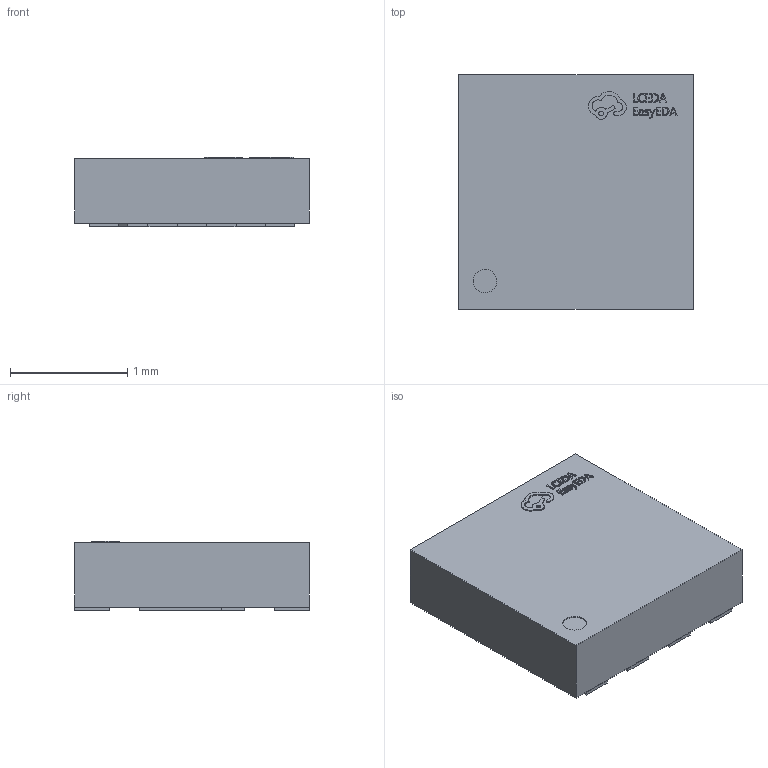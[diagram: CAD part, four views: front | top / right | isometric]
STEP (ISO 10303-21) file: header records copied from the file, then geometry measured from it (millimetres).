
FILE_DESCRIPTION (( 'STEP AP214' ), '1' );
FILE_NAME ('UDFN-8_L2.0-W2.0-P0.50-BL-EP1.5.step', '2022-06-30T14:02:33', ( '' ), ( '' ), 'SwSTEP 2.0', 'SolidWorks 2020', '' );
FILE_SCHEMA (( 'AUTOMOTIVE_DESIGN' ));
Length unit declared in the file: millimetre
Products named in the file (1): UDFN-8_L2.0-W2.0-P0.50-BL-EP1.5
Bounding box: 2 x 2 x 0.59 mm (x, y, z)
Volume: 2.3 mm3; surface area: 14.1 mm2
Topology: 9 solids, 9 shells, 345 faces, 897 edges, 598 vertices
Faces by surface type: plane 231, bspline 114
Entity records: 15129 total; most frequent: CARTESIAN_POINT 3630, ORIENTED_EDGE 1794, DIRECTION 1086, EDGE_CURVE 897, LINE 622, VECTOR 622, VERTEX_POINT 598, EDGE_LOOP 373
